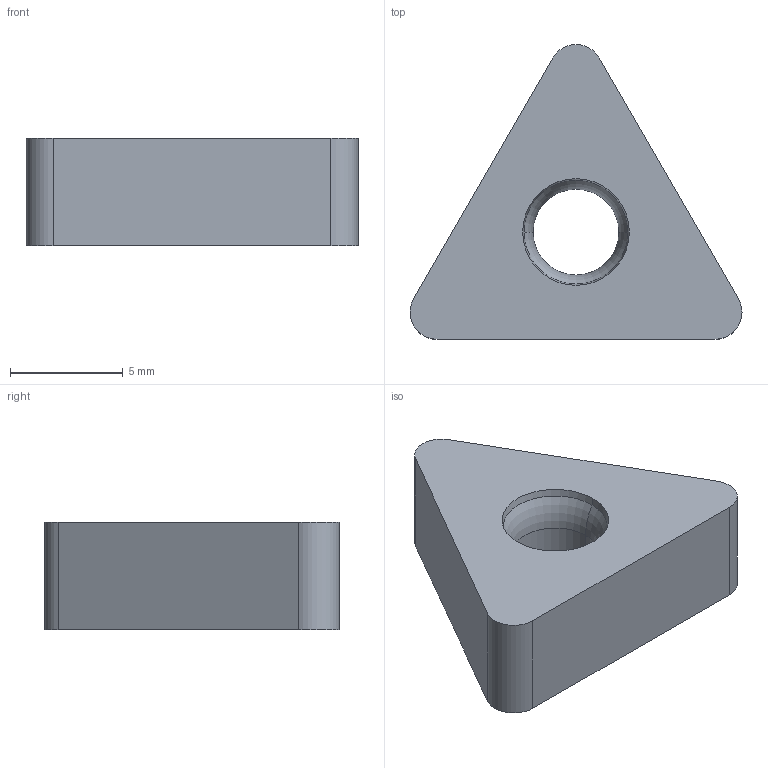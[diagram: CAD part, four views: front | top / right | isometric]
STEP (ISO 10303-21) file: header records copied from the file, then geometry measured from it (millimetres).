
FILE_DESCRIPTION((''),'2;1');
FILE_NAME('71404346','2019-01-18T11:56:42',('piechottad'),(''),'CREO PARAMETRIC BY PTC INC, 2018400','CREO PARAMETRIC BY PTC INC, 2018400','');
FILE_SCHEMA(('AUTOMOTIVE_DESIGN { 1 0 10303 214 1 1 1 1 }'));
Length unit declared in the file: millimetre
Products named in the file (1): 71404346
Bounding box: 14.73 x 13.08 x 4.76 mm (x, y, z)
Volume: 487.8 mm3; surface area: 472.7 mm2
Topology: 1 solids, 1 shells, 14 faces, 40 edges, 28 vertices
Faces by surface type: plane 5, cylinder 5, torus 2, cone 2
Entity records: 988 total; most frequent: DIRECTION 107, CARTESIAN_POINT 87, ORIENTED_EDGE 64, PRESENTATION_STYLE_ASSIGNMENT 54, STYLED_ITEM 54, CURVE_STYLE 52, PROPERTY_DEFINITION 44, REPRESENTATION 43
